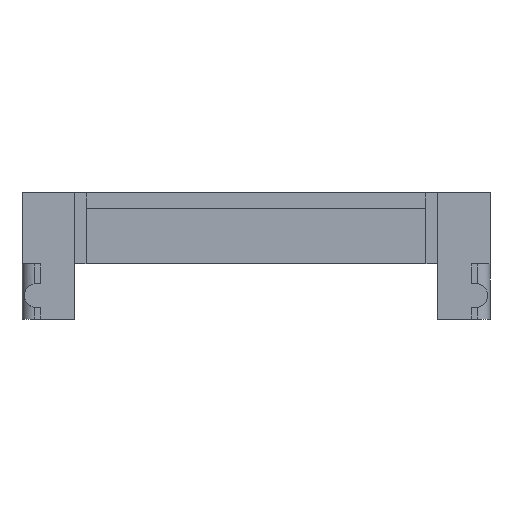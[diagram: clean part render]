
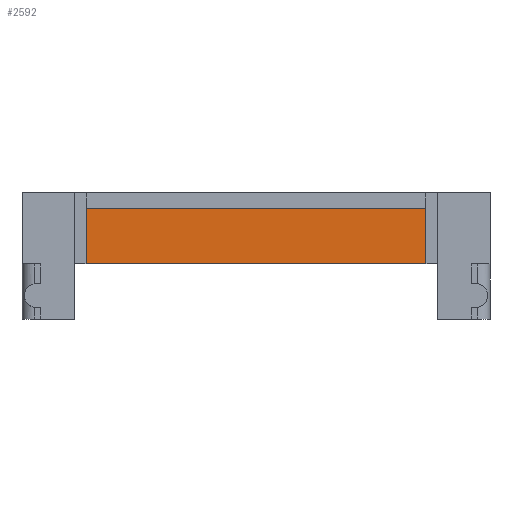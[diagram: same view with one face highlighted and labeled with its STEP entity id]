
A CAD part, front view. The second image highlights one B-rep face of the part: STEP entity #2592.
In plain terms, the highlighted planar face has unit normal (0, -1, 0).
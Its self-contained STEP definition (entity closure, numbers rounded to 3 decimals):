
#2533 = VERTEX_POINT('',#2534);
#2534 = CARTESIAN_POINT('',(-5.75,38.67,17.5));
#2540 = EDGE_CURVE('',#2533,#2541,#2543,.T.);
#2541 = VERTEX_POINT('',#2542);
#2542 = CARTESIAN_POINT('',(15.75,38.67,17.5));
#2543 = LINE('',#2544,#2545);
#2544 = CARTESIAN_POINT('',(-5.75,38.67,17.5));
#2545 = VECTOR('',#2546,1.);
#2546 = DIRECTION('',(1.,0.,0.));
#2566 = VERTEX_POINT('',#2567);
#2567 = CARTESIAN_POINT('',(-5.75,38.67,14.));
#2575 = EDGE_CURVE('',#2566,#2533,#2576,.T.);
#2576 = LINE('',#2577,#2578);
#2577 = CARTESIAN_POINT('',(-5.75,38.67,17.5));
#2578 = VECTOR('',#2579,1.);
#2579 = DIRECTION('',(0.,0.,1.));
#2592 = ADVANCED_FACE('',(#2593),#2611,.T.);
#2593 = FACE_BOUND('',#2594,.T.);
#2594 = EDGE_LOOP('',(#2595,#2603,#2609,#2610));
#2595 = ORIENTED_EDGE('',*,*,#2596,.F.);
#2596 = EDGE_CURVE('',#2597,#2566,#2599,.T.);
#2597 = VERTEX_POINT('',#2598);
#2598 = CARTESIAN_POINT('',(15.75,38.67,14.));
#2599 = LINE('',#2600,#2601);
#2600 = CARTESIAN_POINT('',(15.75,38.67,14.));
#2601 = VECTOR('',#2602,1.);
#2602 = DIRECTION('',(-1.,0.,0.));
#2603 = ORIENTED_EDGE('',*,*,#2604,.T.);
#2604 = EDGE_CURVE('',#2597,#2541,#2605,.T.);
#2605 = LINE('',#2606,#2607);
#2606 = CARTESIAN_POINT('',(15.75,38.67,17.5));
#2607 = VECTOR('',#2608,1.);
#2608 = DIRECTION('',(0.,0.,1.));
#2609 = ORIENTED_EDGE('',*,*,#2540,.F.);
#2610 = ORIENTED_EDGE('',*,*,#2575,.F.);
#2611 = PLANE('',#2612);
#2612 = AXIS2_PLACEMENT_3D('',#2613,#2614,#2615);
#2613 = CARTESIAN_POINT('',(5.,38.67,16.25));
#2614 = DIRECTION('',(-0.,-1.,-0.));
#2615 = DIRECTION('',(0.,0.,-1.));
